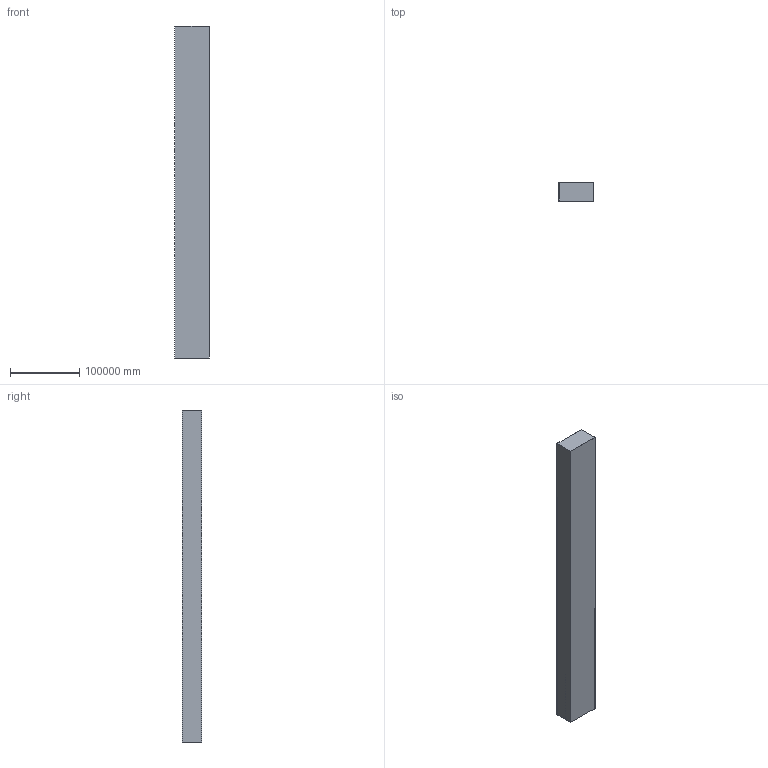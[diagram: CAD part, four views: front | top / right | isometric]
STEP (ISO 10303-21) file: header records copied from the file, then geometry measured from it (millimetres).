
FILE_DESCRIPTION((''),'2;1');
FILE_NAME('PRT0001123123','2023-02-10T12:04:38',('vpetrov'),(''),'CREO PARAMETRIC BY PTC INC, 2022414','CREO PARAMETRIC BY PTC INC, 2022414','');
FILE_SCHEMA(('CONFIG_CONTROL_DESIGN'));
Length unit declared in the file: metre
Products named in the file (1): PRT0001123123
Bounding box: 50000 x 28000 x 480500 mm (x, y, z)
Volume: 31179947043603.3 mm3; surface area: 125281316805 mm2
Topology: 1 solids, 1 shells, 1464 faces, 4191 edges, 2794 vertices
Faces by surface type: plane 1464
Entity records: 46813 total; most frequent: CARTESIAN_POINT 8449, ORIENTED_EDGE 8382, DIRECTION 7119, VECTOR 4191, LINE 4191, EDGE_CURVE 4191, VERTEX_POINT 2794, EDGE_LOOP 1529
